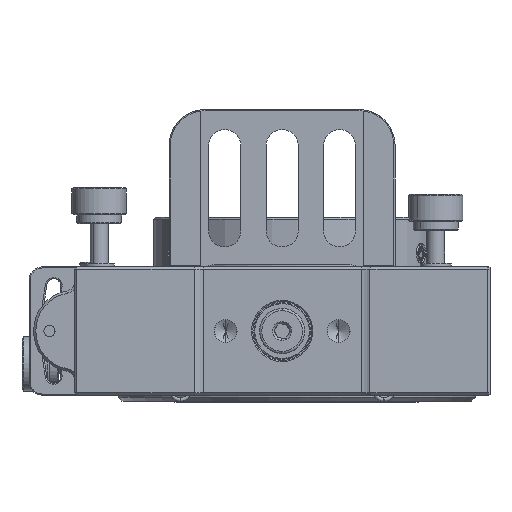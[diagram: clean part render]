
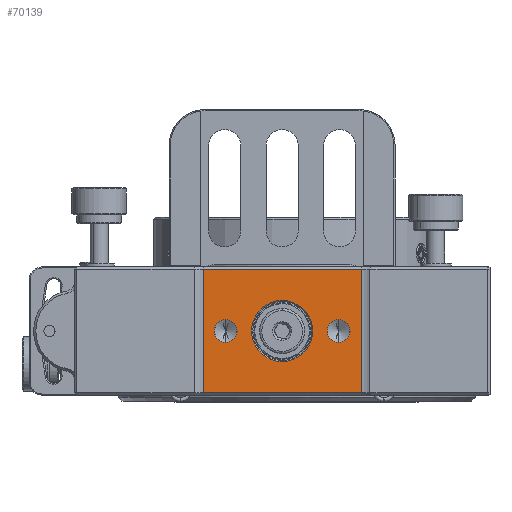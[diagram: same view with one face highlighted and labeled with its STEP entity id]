
A CAD part, front view. The second image highlights one B-rep face of the part: STEP entity #70139.
In plain terms, the highlighted planar face has unit normal (0, -1, 0).
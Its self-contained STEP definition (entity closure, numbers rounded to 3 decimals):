
#1287 = VERTEX_POINT ( 'NONE', #15933 ) ;
#1512 = DIRECTION ( 'NONE',  ( 1., 0., 0. ) ) ;
#4441 = FACE_OUTER_BOUND ( 'NONE', #52769, .T. ) ;
#5064 = FACE_BOUND ( 'NONE', #97744, .T. ) ;
#6565 = CARTESIAN_POINT ( 'NONE',  ( -17.5, -7.4, -13.7 ) ) ;
#9118 = DIRECTION ( 'NONE',  ( 0., -1., 0. ) ) ;
#9225 = EDGE_CURVE ( 'NONE', #63983, #15947, #21988, .T. ) ;
#11727 = EDGE_CURVE ( 'NONE', #1287, #81963, #115348, .T. ) ;
#12985 = EDGE_CURVE ( 'NONE', #15947, #63983, #69980, .T. ) ;
#14073 = CARTESIAN_POINT ( 'NONE',  ( -17.5, -7.4, -14.2 ) ) ;
#15185 = VERTEX_POINT ( 'NONE', #112116 ) ;
#15341 = LINE ( 'NONE', #25691, #29194 ) ;
#15933 = CARTESIAN_POINT ( 'NONE',  ( 12.5, -7.4, 2.525 ) ) ;
#15947 = VERTEX_POINT ( 'NONE', #97198 ) ;
#16028 = AXIS2_PLACEMENT_3D ( 'NONE', #119413, #30622, #70197 ) ;
#18190 = CARTESIAN_POINT ( 'NONE',  ( -17.5, -7.4, 13.7 ) ) ;
#19958 = CARTESIAN_POINT ( 'NONE',  ( 17.5, -7.4, -13.7 ) ) ;
#20171 = AXIS2_PLACEMENT_3D ( 'NONE', #36730, #115787, #104796 ) ;
#20461 = DIRECTION ( 'NONE',  ( 0., -1., 0. ) ) ;
#21988 = CIRCLE ( 'NONE', #61462, 2.525 ) ;
#22262 = AXIS2_PLACEMENT_3D ( 'NONE', #119632, #20461, #60051 ) ;
#25691 = CARTESIAN_POINT ( 'NONE',  ( 17.5, -7.4, -14.2 ) ) ;
#27196 = DIRECTION ( 'NONE',  ( 1., 0., 0. ) ) ;
#27555 = ORIENTED_EDGE ( 'NONE', *, *, #83251, .F. ) ;
#28860 = ORIENTED_EDGE ( 'NONE', *, *, #113837, .F. ) ;
#29194 = VECTOR ( 'NONE', #54900, 1000. ) ;
#30622 = DIRECTION ( 'NONE',  ( 0., -1., 0. ) ) ;
#34365 = ORIENTED_EDGE ( 'NONE', *, *, #11727, .F. ) ;
#36663 = CIRCLE ( 'NONE', #20171, 2.525 ) ;
#36730 = CARTESIAN_POINT ( 'NONE',  ( 12.5, -7.4, 0. ) ) ;
#38298 = CARTESIAN_POINT ( 'NONE',  ( 0., -7.4, 0. ) ) ;
#38314 = DIRECTION ( 'NONE',  ( 1., 0., 0. ) ) ;
#40860 = VERTEX_POINT ( 'NONE', #98120 ) ;
#43690 = CARTESIAN_POINT ( 'NONE',  ( -12.5, -7.4, 2.525 ) ) ;
#44009 = PLANE ( 'NONE',  #52644 ) ;
#46413 = EDGE_CURVE ( 'NONE', #56871, #101306, #15341, .T. ) ;
#49011 = VECTOR ( 'NONE', #53637, 1000. ) ;
#50307 = ORIENTED_EDGE ( 'NONE', *, *, #94152, .T. ) ;
#52644 = AXIS2_PLACEMENT_3D ( 'NONE', #94567, #73196, #112690 ) ;
#52769 = EDGE_LOOP ( 'NONE', ( #50307, #101914, #61760, #107289 ) ) ;
#53637 = DIRECTION ( 'NONE',  ( 0., 0., 1. ) ) ;
#54332 = EDGE_LOOP ( 'NONE', ( #72270, #68634 ) ) ;
#54367 = FACE_BOUND ( 'NONE', #54332, .T. ) ;
#54900 = DIRECTION ( 'NONE',  ( 0., 0., 1. ) ) ;
#56871 = VERTEX_POINT ( 'NONE', #19958 ) ;
#57332 = CIRCLE ( 'NONE', #59375, 6.75 ) ;
#59375 = AXIS2_PLACEMENT_3D ( 'NONE', #38298, #9118, #89520 ) ;
#60051 = DIRECTION ( 'NONE',  ( 1., 0., 0. ) ) ;
#61161 = VERTEX_POINT ( 'NONE', #102477 ) ;
#61462 = AXIS2_PLACEMENT_3D ( 'NONE', #88147, #108200, #27196 ) ;
#61760 = ORIENTED_EDGE ( 'NONE', *, *, #94563, .T. ) ;
#63983 = VERTEX_POINT ( 'NONE', #43690 ) ;
#68634 = ORIENTED_EDGE ( 'NONE', *, *, #9225, .F. ) ;
#69980 = CIRCLE ( 'NONE', #103078, 2.525 ) ;
#70139 = ADVANCED_FACE ( 'NONE', ( #4441, #121795, #5064, #54367 ), #44009, .T. ) ;
#70197 = DIRECTION ( 'NONE',  ( 1., 0., 0. ) ) ;
#72270 = ORIENTED_EDGE ( 'NONE', *, *, #12985, .F. ) ;
#73196 = DIRECTION ( 'NONE',  ( 0., -1., 0. ) ) ;
#81963 = VERTEX_POINT ( 'NONE', #113811 ) ;
#83251 = EDGE_CURVE ( 'NONE', #61161, #89694, #121537, .T. ) ;
#88147 = CARTESIAN_POINT ( 'NONE',  ( -12.5, -7.4, 0. ) ) ;
#88902 = CARTESIAN_POINT ( 'NONE',  ( 17.5, -7.4, 13.7 ) ) ;
#89520 = DIRECTION ( 'NONE',  ( 1., 0., 0. ) ) ;
#89694 = VERTEX_POINT ( 'NONE', #122010 ) ;
#90353 = DIRECTION ( 'NONE',  ( 0., -1., 0. ) ) ;
#90625 = EDGE_LOOP ( 'NONE', ( #28860, #27555 ) ) ;
#94152 = EDGE_CURVE ( 'NONE', #101306, #15185, #107003, .T. ) ;
#94563 = EDGE_CURVE ( 'NONE', #40860, #56871, #107055, .T. ) ;
#94567 = CARTESIAN_POINT ( 'NONE',  ( 0., -7.4, 0. ) ) ;
#97198 = CARTESIAN_POINT ( 'NONE',  ( -12.5, -7.4, -2.525 ) ) ;
#97744 = EDGE_LOOP ( 'NONE', ( #113804, #34365 ) ) ;
#98120 = CARTESIAN_POINT ( 'NONE',  ( -17.5, -7.4, -13.7 ) ) ;
#101306 = VERTEX_POINT ( 'NONE', #88902 ) ;
#101749 = VECTOR ( 'NONE', #38314, 1000. ) ;
#101914 = ORIENTED_EDGE ( 'NONE', *, *, #110657, .F. ) ;
#102477 = CARTESIAN_POINT ( 'NONE',  ( 0., -7.4, 6.75 ) ) ;
#102893 = LINE ( 'NONE', #14073, #49011 ) ;
#103078 = AXIS2_PLACEMENT_3D ( 'NONE', #111673, #90353, #1512 ) ;
#104796 = DIRECTION ( 'NONE',  ( 1., 0., 0. ) ) ;
#107003 = LINE ( 'NONE', #18190, #110161 ) ;
#107055 = LINE ( 'NONE', #6565, #101749 ) ;
#107289 = ORIENTED_EDGE ( 'NONE', *, *, #46413, .T. ) ;
#108200 = DIRECTION ( 'NONE',  ( 0., -1., 0. ) ) ;
#110161 = VECTOR ( 'NONE', #125139, 1000. ) ;
#110657 = EDGE_CURVE ( 'NONE', #40860, #15185, #102893, .T. ) ;
#111673 = CARTESIAN_POINT ( 'NONE',  ( -12.5, -7.4, 0. ) ) ;
#112116 = CARTESIAN_POINT ( 'NONE',  ( -17.5, -7.4, 13.7 ) ) ;
#112690 = DIRECTION ( 'NONE',  ( 1., 0., 0. ) ) ;
#113804 = ORIENTED_EDGE ( 'NONE', *, *, #116008, .F. ) ;
#113811 = CARTESIAN_POINT ( 'NONE',  ( 12.5, -7.4, -2.525 ) ) ;
#113837 = EDGE_CURVE ( 'NONE', #89694, #61161, #57332, .T. ) ;
#115348 = CIRCLE ( 'NONE', #22262, 2.525 ) ;
#115787 = DIRECTION ( 'NONE',  ( 0., -1., 0. ) ) ;
#116008 = EDGE_CURVE ( 'NONE', #81963, #1287, #36663, .T. ) ;
#119413 = CARTESIAN_POINT ( 'NONE',  ( 0., -7.4, 0. ) ) ;
#119632 = CARTESIAN_POINT ( 'NONE',  ( 12.5, -7.4, 0. ) ) ;
#121537 = CIRCLE ( 'NONE', #16028, 6.75 ) ;
#121795 = FACE_BOUND ( 'NONE', #90625, .T. ) ;
#122010 = CARTESIAN_POINT ( 'NONE',  ( 0., -7.4, -6.75 ) ) ;
#125139 = DIRECTION ( 'NONE',  ( -1., 0., 0. ) ) ;
